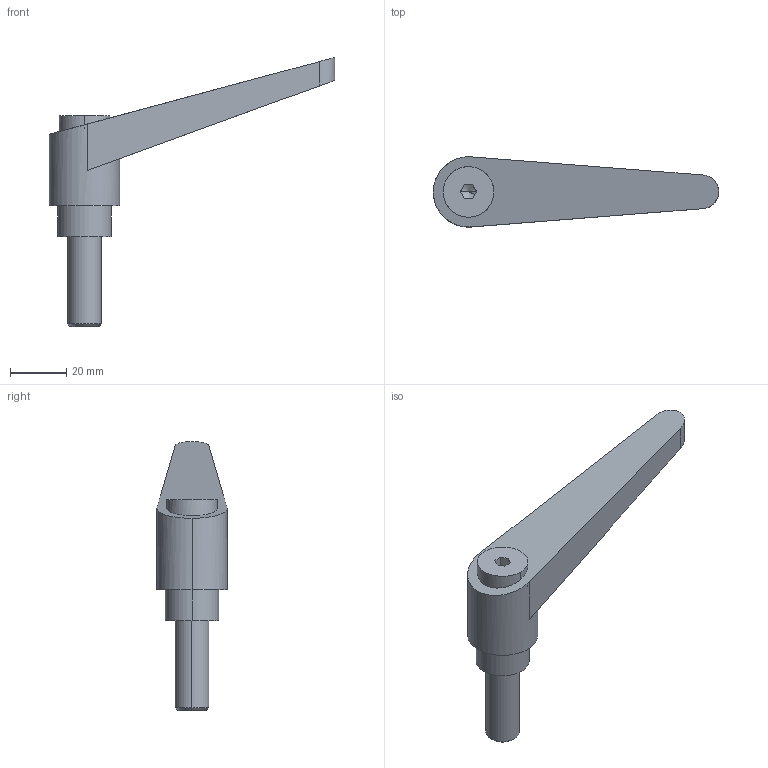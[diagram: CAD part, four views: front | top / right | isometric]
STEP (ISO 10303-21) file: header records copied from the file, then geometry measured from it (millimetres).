
FILE_DESCRIPTION(('STEP AP214'),'1');
FILE_NAME(' ',' ',('TraceParts'),('TraceParts S.A.'),'XStep 1.0',' ',' ');
FILE_SCHEMA(('automotive_design'));
Length unit declared in the file: millimetre
Products named in the file (1): 1
Bounding box: 101.49 x 25 x 95.73 mm (x, y, z)
Volume: 25251.2 mm3; surface area: 11914.3 mm2
Topology: 1 solids, 1 shells, 40 faces, 95 edges, 62 vertices
Faces by surface type: plane 23, cylinder 11, cone 6
Entity records: 2261 total; most frequent: CARTESIAN_POINT 216, DIRECTION 200, STYLED_ITEM 196, PRESENTATION_STYLE_ASSIGNMENT 196, COLOUR_RGB 196, ORIENTED_EDGE 186, EDGE_CURVE 93, CURVE_STYLE 93
